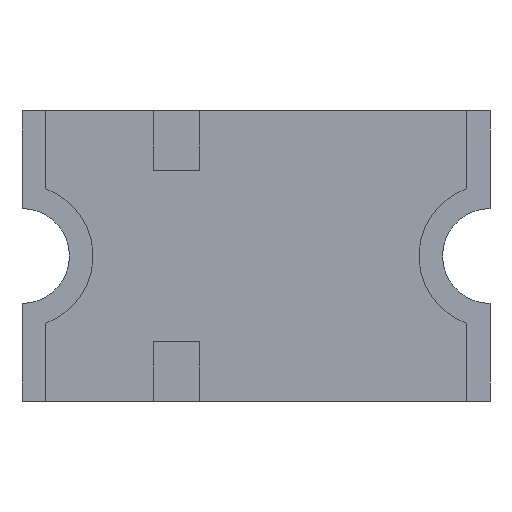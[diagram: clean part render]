
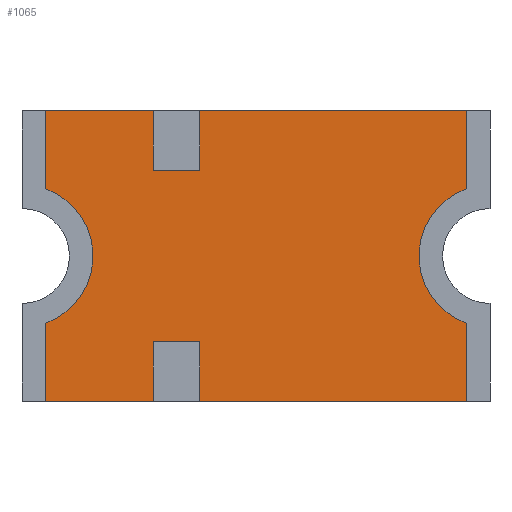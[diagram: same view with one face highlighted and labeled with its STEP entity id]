
A CAD part, front view. The second image highlights one B-rep face of the part: STEP entity #1065.
In plain terms, the highlighted planar face has unit normal (0, -1, 0).
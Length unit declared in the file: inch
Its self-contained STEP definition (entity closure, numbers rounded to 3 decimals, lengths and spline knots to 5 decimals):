
#8 = PLANE ( 'NONE',  #477 ) ;
#9 = DIRECTION ( 'NONE',  ( 0., 0., 1. ) ) ;
#89 = VECTOR ( 'NONE', #458, 39.37008 ) ;
#94 = VECTOR ( 'NONE', #1014, 39.37008 ) ;
#118 = CIRCLE ( 'NONE', #625, 0.008 ) ;
#121 = CARTESIAN_POINT ( 'NONE',  ( 0.0395, 0., 0.008 ) ) ;
#133 = EDGE_CURVE ( 'NONE', #944, #722, #118, .T. ) ;
#137 = ORIENTED_EDGE ( 'NONE', *, *, #782, .F. ) ;
#178 = VECTOR ( 'NONE', #1133, 39.37008 ) ;
#180 = EDGE_CURVE ( 'NONE', #713, #609, #1038, .T. ) ;
#227 = LINE ( 'NONE', #1129, #178 ) ;
#240 = CARTESIAN_POINT ( 'NONE',  ( 0.0395, 0., -0.008 ) ) ;
#293 = EDGE_CURVE ( 'NONE', #587, #1386, #1226, .T. ) ;
#318 = ORIENTED_EDGE ( 'NONE', *, *, #180, .F. ) ;
#338 = ORIENTED_EDGE ( 'NONE', *, *, #1305, .F. ) ;
#367 = CARTESIAN_POINT ( 'NONE',  ( 0.0395, 0., 0.0245 ) ) ;
#389 = DIRECTION ( 'NONE',  ( 1., 0., 0. ) ) ;
#421 = CARTESIAN_POINT ( 'NONE',  ( -0.0395, 0., -0.0245 ) ) ;
#458 = DIRECTION ( 'NONE',  ( 0., 0., 1. ) ) ;
#466 = CARTESIAN_POINT ( 'NONE',  ( 0.0395, 0., -0.0245 ) ) ;
#475 = CARTESIAN_POINT ( 'NONE',  ( -0.0395, 0., -0.008 ) ) ;
#477 = AXIS2_PLACEMENT_3D ( 'NONE', #1368, #1365, #1367 ) ;
#522 = AXIS2_PLACEMENT_3D ( 'NONE', #926, #623, #9 ) ;
#527 = CIRCLE ( 'NONE', #522, 0.008 ) ;
#587 = VERTEX_POINT ( 'NONE', #240 ) ;
#607 = EDGE_CURVE ( 'NONE', #587, #1022, #527, .T. ) ;
#609 = VERTEX_POINT ( 'NONE', #907 ) ;
#621 = EDGE_CURVE ( 'NONE', #609, #1022, #227, .T. ) ;
#623 = DIRECTION ( 'NONE',  ( 0., 1., 0. ) ) ;
#625 = AXIS2_PLACEMENT_3D ( 'NONE', #649, #647, #641 ) ;
#640 = DIRECTION ( 'NONE',  ( -1., 0., 0. ) ) ;
#641 = DIRECTION ( 'NONE',  ( 0., 0., -1. ) ) ;
#647 = DIRECTION ( 'NONE',  ( 0., -1., 0. ) ) ;
#649 = CARTESIAN_POINT ( 'NONE',  ( -0.0395, 0., 0. ) ) ;
#654 = CARTESIAN_POINT ( 'NONE',  ( 0.0395, 0., -0.0245 ) ) ;
#713 = VERTEX_POINT ( 'NONE', #1058 ) ;
#722 = VERTEX_POINT ( 'NONE', #796 ) ;
#725 = DIRECTION ( 'NONE',  ( 0., 0., 1. ) ) ;
#782 = EDGE_CURVE ( 'NONE', #722, #713, #1220, .T. ) ;
#796 = CARTESIAN_POINT ( 'NONE',  ( -0.0395, 0., 0.008 ) ) ;
#876 = LINE ( 'NONE', #919, #1118 ) ;
#894 = LINE ( 'NONE', #654, #1018 ) ;
#907 = CARTESIAN_POINT ( 'NONE',  ( 0.0395, 0., 0.0245 ) ) ;
#919 = CARTESIAN_POINT ( 'NONE',  ( -0.0395, 0., 0.0245 ) ) ;
#926 = CARTESIAN_POINT ( 'NONE',  ( 0.0395, 0., 0. ) ) ;
#944 = VERTEX_POINT ( 'NONE', #475 ) ;
#1014 = DIRECTION ( 'NONE',  ( 0., 0., -1. ) ) ;
#1018 = VECTOR ( 'NONE', #640, 39.37008 ) ;
#1022 = VERTEX_POINT ( 'NONE', #121 ) ;
#1036 = CARTESIAN_POINT ( 'NONE',  ( -0.0395, 0., 0.0245 ) ) ;
#1038 = LINE ( 'NONE', #367, #1256 ) ;
#1045 = ORIENTED_EDGE ( 'NONE', *, *, #621, .F. ) ;
#1055 = EDGE_LOOP ( 'NONE', ( #1138, #1238, #1045, #318, #137, #1178, #1193, #338 ) ) ;
#1058 = CARTESIAN_POINT ( 'NONE',  ( -0.0395, 0., 0.0245 ) ) ;
#1065 = ADVANCED_FACE ( 'NONE', ( #1104 ), #8, .F. ) ;
#1077 = VERTEX_POINT ( 'NONE', #421 ) ;
#1104 = FACE_OUTER_BOUND ( 'NONE', #1055, .T. ) ;
#1118 = VECTOR ( 'NONE', #725, 39.37008 ) ;
#1124 = CARTESIAN_POINT ( 'NONE',  ( 0.0395, 0., 0.0245 ) ) ;
#1129 = CARTESIAN_POINT ( 'NONE',  ( 0.0395, 0., 0.0245 ) ) ;
#1133 = DIRECTION ( 'NONE',  ( 0., 0., -1. ) ) ;
#1138 = ORIENTED_EDGE ( 'NONE', *, *, #293, .F. ) ;
#1178 = ORIENTED_EDGE ( 'NONE', *, *, #133, .F. ) ;
#1193 = ORIENTED_EDGE ( 'NONE', *, *, #1245, .F. ) ;
#1220 = LINE ( 'NONE', #1036, #89 ) ;
#1226 = LINE ( 'NONE', #1124, #94 ) ;
#1238 = ORIENTED_EDGE ( 'NONE', *, *, #607, .T. ) ;
#1245 = EDGE_CURVE ( 'NONE', #1077, #944, #876, .T. ) ;
#1256 = VECTOR ( 'NONE', #389, 39.37008 ) ;
#1305 = EDGE_CURVE ( 'NONE', #1386, #1077, #894, .T. ) ;
#1365 = DIRECTION ( 'NONE',  ( 0., 1., 0. ) ) ;
#1367 = DIRECTION ( 'NONE',  ( 0., 0., 1. ) ) ;
#1368 = CARTESIAN_POINT ( 'NONE',  ( 0., 0., 0. ) ) ;
#1386 = VERTEX_POINT ( 'NONE', #466 ) ;
